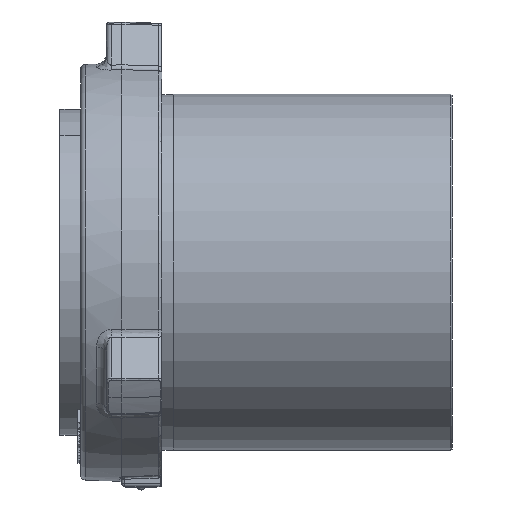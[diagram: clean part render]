
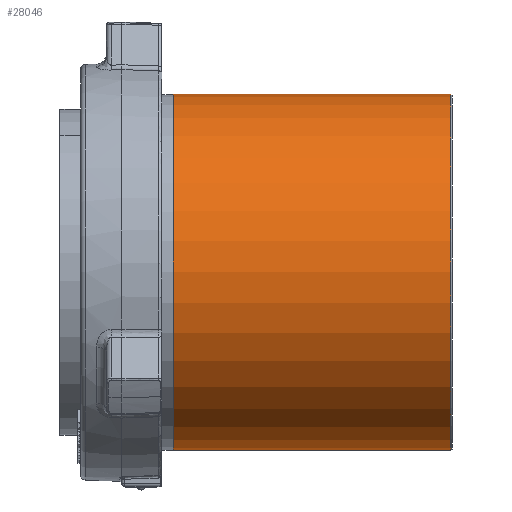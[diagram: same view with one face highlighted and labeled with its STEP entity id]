
A CAD part, left-side view. The second image highlights one B-rep face of the part: STEP entity #28046.
In plain terms, the highlighted cylindrical face has radius 109.537 mm (diameter 219.075 mm), a partial arc.
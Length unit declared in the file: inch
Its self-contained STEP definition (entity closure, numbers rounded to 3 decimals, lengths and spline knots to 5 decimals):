
#1782 = DIRECTION ( 'NONE',  ( 0., -1., 0. ) ) ;
#1998 = FACE_OUTER_BOUND ( 'NONE', #28756, .T. ) ;
#2337 = AXIS2_PLACEMENT_3D ( 'NONE', #17881, #39287, #20940 ) ;
#3701 = EDGE_CURVE ( 'NONE', #31518, #21798, #28384, .T. ) ;
#4031 = DIRECTION ( 'NONE',  ( 0., -1., 0. ) ) ;
#9409 = LINE ( 'NONE', #25873, #24684 ) ;
#10392 = CARTESIAN_POINT ( 'NONE',  ( 0., 6.75, 4.3125 ) ) ;
#10717 = CARTESIAN_POINT ( 'NONE',  ( 0., 0.032, -4.3125 ) ) ;
#11819 = ORIENTED_EDGE ( 'NONE', *, *, #3701, .T. ) ;
#13516 = CARTESIAN_POINT ( 'NONE',  ( 0., 6.75, 0. ) ) ;
#14226 = ORIENTED_EDGE ( 'NONE', *, *, #22602, .T. ) ;
#15278 = AXIS2_PLACEMENT_3D ( 'NONE', #26055, #1782, #38388 ) ;
#16588 = DIRECTION ( 'NONE',  ( 0., 0., -1. ) ) ;
#16806 = DIRECTION ( 'NONE',  ( 0., -1., 0. ) ) ;
#17881 = CARTESIAN_POINT ( 'NONE',  ( 0., 0.032, 0. ) ) ;
#18560 = VERTEX_POINT ( 'NONE', #23824 ) ;
#18595 = CIRCLE ( 'NONE', #2337, 4.3125 ) ;
#19348 = EDGE_CURVE ( 'NONE', #29276, #18560, #18595, .T. ) ;
#19443 = AXIS2_PLACEMENT_3D ( 'NONE', #13516, #34919, #16588 ) ;
#20940 = DIRECTION ( 'NONE',  ( 0., 0., 1. ) ) ;
#21139 = ORIENTED_EDGE ( 'NONE', *, *, #19348, .T. ) ;
#21798 = VERTEX_POINT ( 'NONE', #27521 ) ;
#21929 = EDGE_CURVE ( 'NONE', #31518, #18560, #9409, .T. ) ;
#22602 = EDGE_CURVE ( 'NONE', #21798, #29276, #30396, .T. ) ;
#23824 = CARTESIAN_POINT ( 'NONE',  ( 0., 0.032, 4.3125 ) ) ;
#24684 = VECTOR ( 'NONE', #16806, 39.37008 ) ;
#25384 = CYLINDRICAL_SURFACE ( 'NONE', #15278, 4.3125 ) ;
#25873 = CARTESIAN_POINT ( 'NONE',  ( 0., 8.125, 4.3125 ) ) ;
#26055 = CARTESIAN_POINT ( 'NONE',  ( 0., 8.125, 0. ) ) ;
#27521 = CARTESIAN_POINT ( 'NONE',  ( 0., 6.75, -4.3125 ) ) ;
#28046 = ADVANCED_FACE ( 'NONE', ( #1998 ), #25384, .T. ) ;
#28384 = CIRCLE ( 'NONE', #19443, 4.3125 ) ;
#28460 = CARTESIAN_POINT ( 'NONE',  ( 0., 8.125, -4.3125 ) ) ;
#28756 = EDGE_LOOP ( 'NONE', ( #36317, #11819, #14226, #21139 ) ) ;
#29276 = VERTEX_POINT ( 'NONE', #10717 ) ;
#29443 = VECTOR ( 'NONE', #4031, 39.37008 ) ;
#30396 = LINE ( 'NONE', #28460, #29443 ) ;
#31518 = VERTEX_POINT ( 'NONE', #10392 ) ;
#34919 = DIRECTION ( 'NONE',  ( 0., -1., 0. ) ) ;
#36317 = ORIENTED_EDGE ( 'NONE', *, *, #21929, .F. ) ;
#38388 = DIRECTION ( 'NONE',  ( 0., 0., -1. ) ) ;
#39287 = DIRECTION ( 'NONE',  ( 0., 1., 0. ) ) ;
